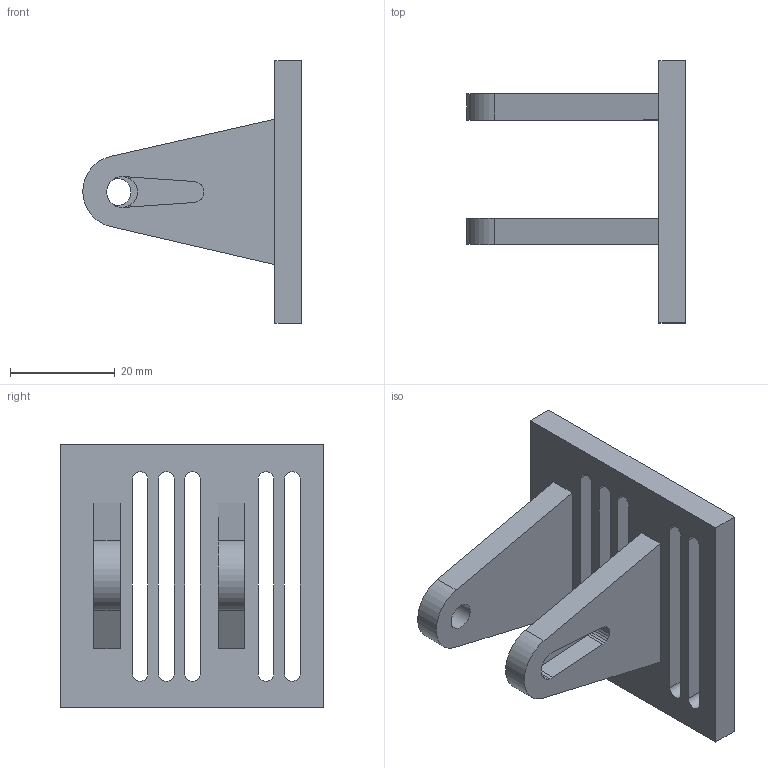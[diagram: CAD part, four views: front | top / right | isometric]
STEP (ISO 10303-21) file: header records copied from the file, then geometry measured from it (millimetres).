
FILE_DESCRIPTION(('FreeCAD Model'),'2;1');
FILE_NAME( 'Tilt.step' ,'2015-03-12T08:33:48',('FreeCAD'),('FreeCAD'), 'Open CASCADE STEP processor 6.6','FreeCAD','Unknown');
FILE_SCHEMA(('AUTOMOTIVE_DESIGN_CC2 { 1 2 10303 214 -1 1 5 4 }'));
Length unit declared in the file: millimetre
Products named in the file (1): Tilt
Bounding box: 41.63 x 50 x 50 mm (x, y, z)
Volume: 16021.4 mm3; surface area: 10416.4 mm2
Topology: 1 solids, 1 shells, 147 faces, 359 edges, 216 vertices
Faces by surface type: plane 134, cylinder 13
Entity records: 8582 total; most frequent: CARTESIAN_POINT 1932, DIRECTION 1018, ORIENTED_EDGE 718, PCURVE 718, DEFINITIONAL_REPRESENTATION 718, LINE 666, VECTOR 666, EDGE_CURVE 359
